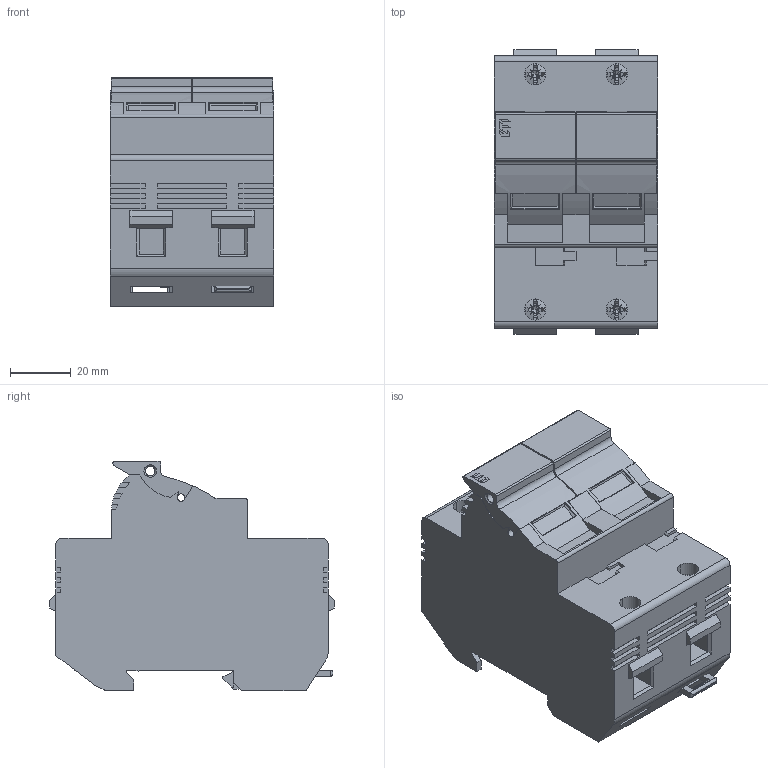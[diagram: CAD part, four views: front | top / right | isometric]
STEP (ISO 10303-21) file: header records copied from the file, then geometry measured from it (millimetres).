
FILE_DESCRIPTION((''),'2;1');
FILE_NAME('EFD14_2P_DIM','2017-09-15T',('matic.bajda'),('Audax d.o.o.'),'CREO PARAMETRIC BY PTC INC, 2016260','CREO PARAMETRIC BY PTC INC, 2016260','');
FILE_SCHEMA(('AUTOMOTIVE_DESIGN { 1 0 10303 214 1 1 1 1 }'));
Length unit declared in the file: millimetre
Products named in the file (1): EFD14_2P_DIM
Bounding box: 54 x 94 x 75.8 mm (x, y, z)
Volume: 254436.9 mm3; surface area: 37249.6 mm2
Topology: 1 solids, 1 shells, 744 faces, 2204 edges, 1467 vertices
Faces by surface type: plane 594, cylinder 110, cone 32, sphere 8
Entity records: 31867 total; most frequent: CARTESIAN_POINT 5102, ORIENTED_EDGE 4392, DIRECTION 3896, PRESENTATION_STYLE_ASSIGNMENT 2200, STYLED_ITEM 2197, CURVE_STYLE 2196, EDGE_CURVE 2196, VECTOR 1634
